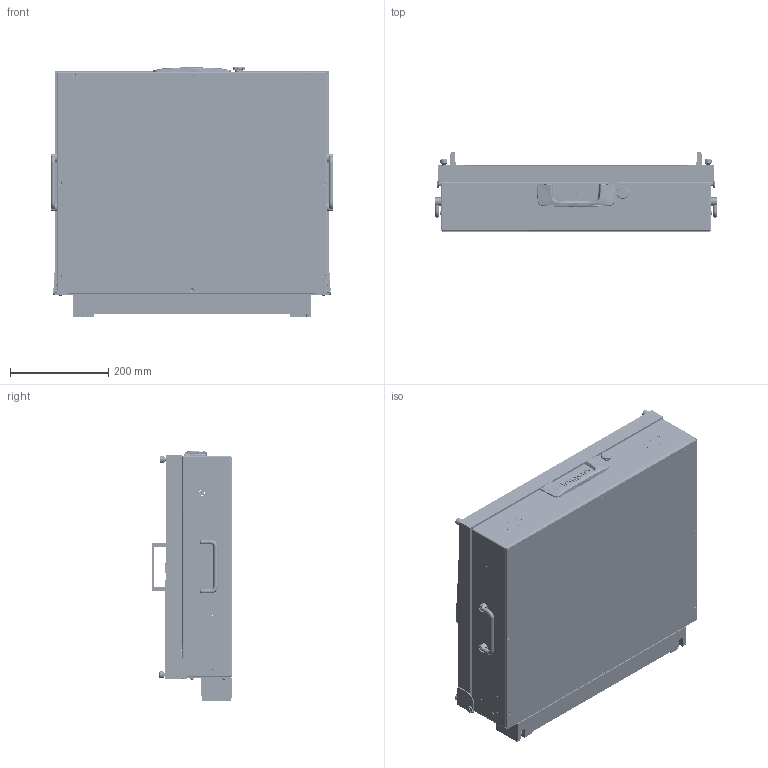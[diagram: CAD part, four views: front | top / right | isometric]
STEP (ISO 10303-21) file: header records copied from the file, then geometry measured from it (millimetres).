
FILE_DESCRIPTION (( 'STEP AP214' ), '1' );
FILE_NAME ('INGUN_114514.STEP', '2025-07-28T12:52:31', ( '' ), ( '' ), 'SwSTEP 2.0', 'SolidWorks 2023', '' );
FILE_SCHEMA (( 'AUTOMOTIVE_DESIGN' ));
Length unit declared in the file: millimetre
Products named in the file (79): 45545~0_S; 116281~0_S; 116542~2_S; DIN988~n_06x12x0,1; 31788~1_flexibel<Standard>; 112078~4_S; DIN913~n_M03,0x06 VA; 49317~0; 112036~0_S; 114364~0_S; ISO7380~n_M03,0x005; 100974~1_KUNDE<S>; 2229~6; 113689~1; 112094~1_S; 116832~0_S; 32171~1_S; 11655~0; Gewindebuchse~n_M04-07,5 offen; 113687~4_S; 114196_002~0; 3366~0; 112024~0_S; 116284~0_S; 112080~6_S; 113686~3_S; ISO7380~n_M04,0x012; 114196_001~0; 105791~0; ASR~asr_Øi05,2x03xØa10; DIN985-A2~n_M04,0; 116282~0_S; DIN125~n_05,3 M05,0 Fase VA; DIN7~n_04,0m6x004; 112085~11_KUNDE<S>; DIN923~n_M04x03; 112025~4_S; ISO7380~n_M04,0x006; 114196_004~0_S; 1607~1 ...
Assembly tree (175 placements, depth 5):
  INGUN_114514
    113687~4_S
      113686~3_S
      32171~1_S
      112992~2_S  x2
      49317~0  x2
      114196~0  x2
        114196_001~0
        114196_002~0
        114196_003~0
        114196_004~0_S
      DIN912~n_M04,0x016
      112024~0_S
      112025~4_S
      DIN125~n_04,3 M04,0 VA
      DIN985-A2~n_M04,0
      112026~0_Mitte<S>
      ISO7380~n_M03,0x005
      114364~0_S
      DIN934~n_M04,0 A2
      116832~0_S
        116542~2_S
        DIN913~n_M03,0x06 VA
        114364~0_S
    112085~11_KUNDE<S>
      115766~1_S
        112080~6_S
        Gewindebuchse~n_M04-07,5 offen  x4
        Gewindebuchse~n_M04-05,0 geschlossen  x7
      112078~4_S
      112079~10_S
      100974~1_KUNDE<S>
      105791~0  x4
      ASR~asr_Øi05,2x03xØa10  x12
      112838~2_S  x4
      116128~1_S  x2
      116281~0_S  x2
        116282~0_S
          116283~0_S
          DIN125~n_05,3 M05,0 Fase VA
          116284~0_S
        49317~0
        ISO7380~n_M04,0x006
      1607~1  x2
      ISO7380~n_M04,0x012  x4
      19420~3
      11657~0
      ISO7380~n_M03,0x006  x8
      2196~7  x2
      DIN7991~n_M04,0x012  x2
      2229~6  x2
      5332~0  x2
      DIN7~n_04,0m6x004  x2
      DIN_6799_-_A2~n_d 5  x4
      42751~1_S
      INFO_4562~3_Typenschild 1010
      11683~0
      DIN985-A2~n_M04,0  x2
      114607~0_S
      11655~0
Bounding box: 574 x 163.97 x 508.1 mm (x, y, z)
Volume: 5775985.2 mm3; surface area: 2613510.8 mm2
Topology: 175 solids, 175 shells, 9187 faces, 21793 edges, 13277 vertices
Faces by surface type: plane 3236, cylinder 2822, bspline 2397, cone 560, torus 164, sphere 8
Entity records: 235700 total; most frequent: CARTESIAN_POINT 121884, ORIENTED_EDGE 25620, DIRECTION 17224, EDGE_CURVE 12810, VERTEX_POINT 7616, AXIS2_PLACEMENT_3D 6440, EDGE_LOOP 6128, FACE_OUTER_BOUND 5551
